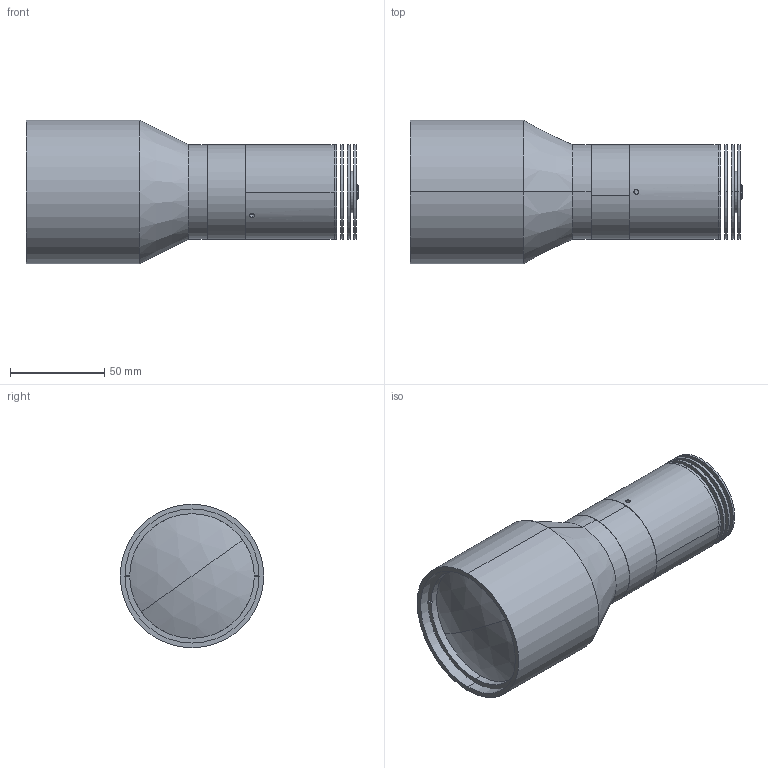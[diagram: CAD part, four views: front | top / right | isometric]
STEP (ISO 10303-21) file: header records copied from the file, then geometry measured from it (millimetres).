
FILE_DESCRIPTION (( 'STEP AP203' ), '1' );
FILE_NAME ('XF-PTI060-D25-(C).STEP', '2022-10-10T06:36:34', ( '' ), ( '' ), 'SwSTEP 2.0', 'SolidWorks 2018', '' );
FILE_SCHEMA (( 'CONFIG_CONTROL_DESIGN' ));
Length unit declared in the file: millimetre
Products named in the file (1): XF-PTI060-D25-(C)
Bounding box: 175.79 x 76 x 76 mm (x, y, z)
Surface area: 54744.5 mm2 (no closed solid volume)
Topology: 0 solids, 16 shells, 116 faces, 310 edges, 212 vertices
Faces by surface type: plane 54, cylinder 48, cone 6, torus 6, sphere 2
Entity records: 3916 total; most frequent: CARTESIAN_POINT 865, DIRECTION 679, ORIENTED_EDGE 521, EDGE_CURVE 308, AXIS2_PLACEMENT_3D 266, VERTEX_POINT 212, CIRCLE 149, VECTOR 147
